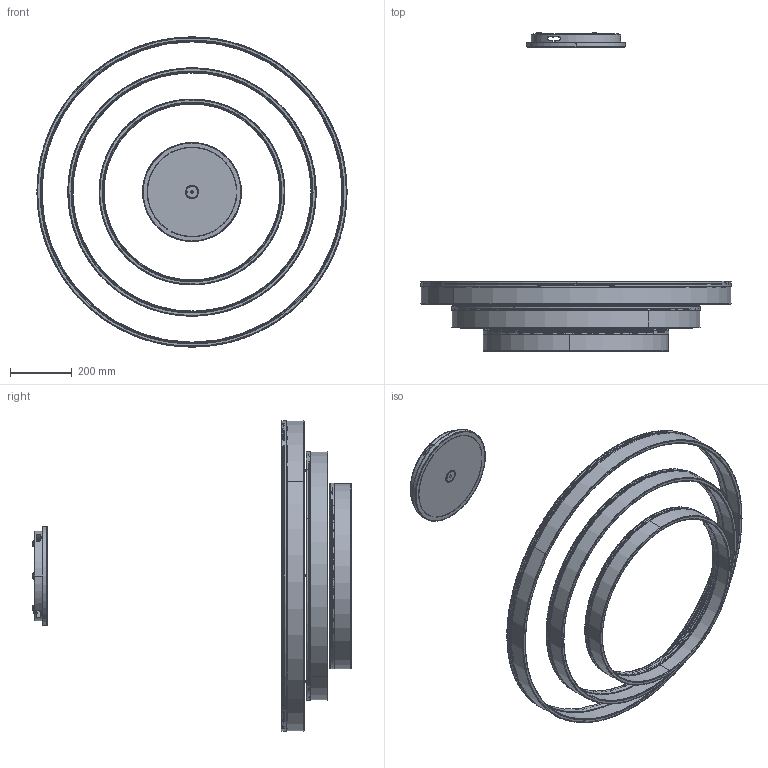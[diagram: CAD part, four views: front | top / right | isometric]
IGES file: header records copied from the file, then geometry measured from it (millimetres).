
Start section: SolidWorks IGES file using analytic representation for surfaces
Global section: file name: 00-3649.igs; native system: SolidWorks 2015; preprocessor: SolidWorks 2015; author: agras; date: 160404.123542; units: millimetre
Bounding box: 1003.6 x 1031.8 x 1003.6 mm (x, y, z)
Surface area: 2371865.7 mm2 (no closed solid volume)
Topology: 0 solids, 0 shells, 559 faces, 11498 edges, 11488 vertices
Faces by surface type: bspline 284, revolution 275
